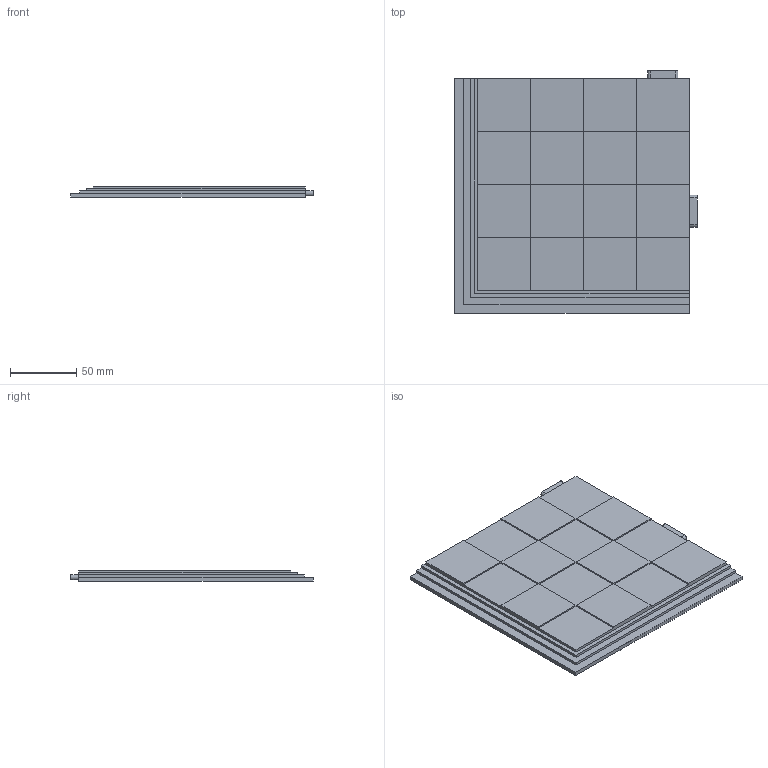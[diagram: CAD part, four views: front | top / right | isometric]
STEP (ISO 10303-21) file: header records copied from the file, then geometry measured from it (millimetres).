
FILE_DESCRIPTION(/* description */ (''),/* implementation_level */ '2;1');
FILE_NAME(/* name */ 'chess board 2 (x2).stp',/* time_stamp */ '2022-08-29T22:21:48-04:00',/* author */ ('natal'),/* organization */ (''),/* preprocessor_version */ 'ST-DEVELOPER v19',/* originating_system */ 'Autodesk Inventor 2023',/* authorisation */ '');
FILE_SCHEMA (('AUTOMOTIVE_DESIGN { 1 0 10303 214 3 1 1 }'));
Length unit declared in the file: millimetre
Products named in the file (1): tablero ajerez
Bounding box: 183 x 183 x 8 mm (x, y, z)
Volume: 217484.8 mm3; surface area: 71337.6 mm2
Topology: 1 solids, 1 shells, 77 faces, 186 edges, 106 vertices
Faces by surface type: plane 69, cylinder 8
Entity records: 2286 total; most frequent: ORIENTED_EDGE 372, CARTESIAN_POINT 370, DIRECTION 358, EDGE_CURVE 186, LINE 170, VECTOR 170, VERTEX_POINT 106, AXIS2_PLACEMENT_3D 94
